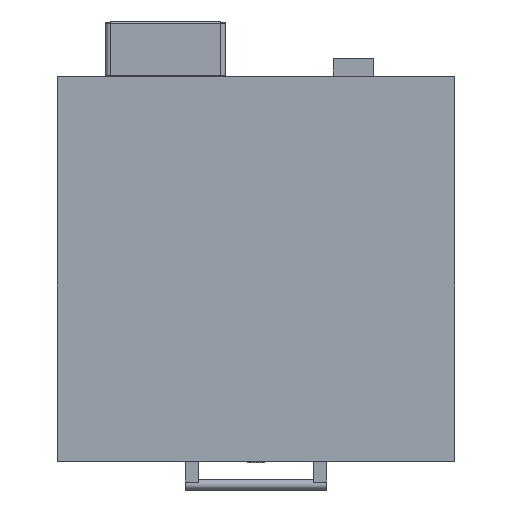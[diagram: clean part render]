
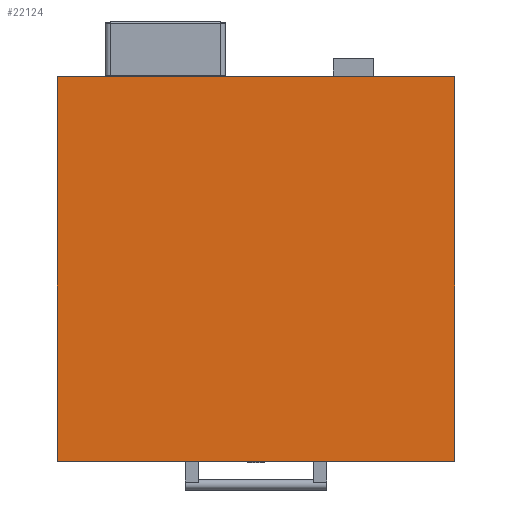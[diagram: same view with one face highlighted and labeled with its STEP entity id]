
A CAD part, top view. The second image highlights one B-rep face of the part: STEP entity #22124.
In plain terms, the highlighted planar face has unit normal (0, 0, 1).
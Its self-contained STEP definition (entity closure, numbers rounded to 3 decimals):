
#2175=FACE_OUTER_BOUND('',#3490,.T.);
#3490=EDGE_LOOP('',(#19039,#19040,#19041,#19042));
#5579=LINE('',#36634,#7826);
#5734=LINE('',#36991,#7981);
#5735=LINE('',#36995,#7982);
#5737=LINE('',#36998,#7984);
#7826=VECTOR('',#27416,10.);
#7981=VECTOR('',#27751,10.);
#7982=VECTOR('',#27756,10.);
#7984=VECTOR('',#27760,10.);
#10054=VERTEX_POINT('',#36631);
#10055=VERTEX_POINT('',#36633);
#10167=VERTEX_POINT('',#36989);
#10168=VERTEX_POINT('',#36994);
#12950=EDGE_CURVE('',#10055,#10054,#5579,.T.);
#13123=EDGE_CURVE('',#10054,#10167,#5734,.T.);
#13124=EDGE_CURVE('',#10168,#10055,#5735,.T.);
#13126=EDGE_CURVE('',#10167,#10168,#5737,.T.);
#19039=ORIENTED_EDGE('',*,*,#13126,.T.);
#19040=ORIENTED_EDGE('',*,*,#13124,.T.);
#19041=ORIENTED_EDGE('',*,*,#12950,.T.);
#19042=ORIENTED_EDGE('',*,*,#13123,.T.);
#19831=PLANE('',#23265);
#22124=ADVANCED_FACE('',(#2175),#19831,.T.);
#23265=AXIS2_PLACEMENT_3D('',#36999,#27761,#27762);
#27416=DIRECTION('',(-1.,0.,0.));
#27751=DIRECTION('',(0.,-1.,0.));
#27756=DIRECTION('',(0.,1.,0.));
#27760=DIRECTION('',(1.,0.,0.));
#27761=DIRECTION('center_axis',(0.,0.,1.));
#27762=DIRECTION('ref_axis',(1.,0.,0.));
#36631=CARTESIAN_POINT('',(-296.5,287.,340.44));
#36633=CARTESIAN_POINT('',(296.5,287.,340.44));
#36634=CARTESIAN_POINT('',(296.5,287.,340.44));
#36989=CARTESIAN_POINT('',(-296.5,-287.,340.44));
#36991=CARTESIAN_POINT('',(-296.5,287.,340.44));
#36994=CARTESIAN_POINT('',(296.5,-287.,340.44));
#36995=CARTESIAN_POINT('',(296.5,-287.,340.44));
#36998=CARTESIAN_POINT('',(-296.5,-287.,340.44));
#36999=CARTESIAN_POINT('Origin',(0.,0.,340.44));
